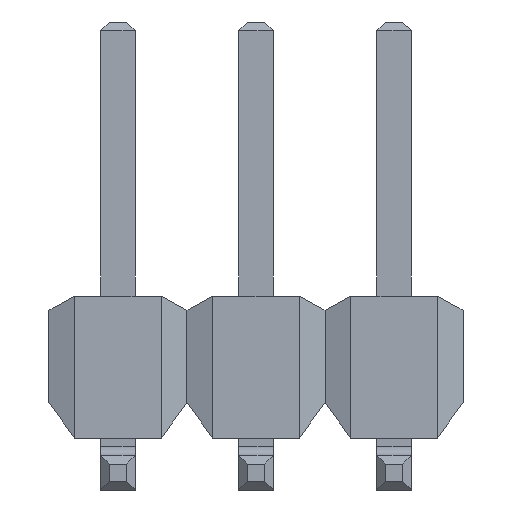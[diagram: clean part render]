
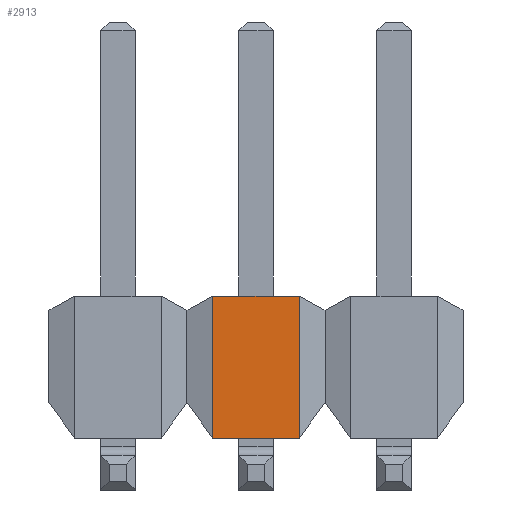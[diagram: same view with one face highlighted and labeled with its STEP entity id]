
A CAD part, front view. The second image highlights one B-rep face of the part: STEP entity #2913.
In plain terms, the highlighted planar face has unit normal (0, -1, 0).
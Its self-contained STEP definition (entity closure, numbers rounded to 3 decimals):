
#2913=ADVANCED_FACE($,(#2919),#2914,.F.);
#2914=PLANE($,#2915);
#2915=AXIS2_PLACEMENT_3D($,#2916,#2917,#2918);
#2916=CARTESIAN_POINT('Origin',(-0.794,-2.521,0.952));
#2917=DIRECTION('center_axis',(0.0,1.0,0.0));
#2918=DIRECTION('ref_axis',(0.,0.,1.));
#2919=FACE_OUTER_BOUND($,#2920,.T.);
#2920=EDGE_LOOP($,(#2921,#2931,#2941,#2951));
#2921=ORIENTED_EDGE($,*,*,#2922,.F.);
#2922=EDGE_CURVE($,#2923,#2925,#2927,.T.);
#2923=VERTEX_POINT($,#2924);
#2924=CARTESIAN_POINT('',(0.794,-2.521,0.952));
#2925=VERTEX_POINT($,#2926);
#2926=CARTESIAN_POINT('',(-0.794,-2.521,0.952));
#2927=LINE($,#2928,#2929);
#2928=CARTESIAN_POINT($,(0.794,-2.521,0.952));
#2929=VECTOR($,#2930,1.588);
#2930=DIRECTION($,(-1.0,0.0,0.0));
#2931=ORIENTED_EDGE($,*,*,#2932,.F.);
#2932=EDGE_CURVE($,#2933,#2935,#2937,.T.);
#2933=VERTEX_POINT($,#2934);
#2934=CARTESIAN_POINT('',(0.794,-2.521,3.569));
#2935=VERTEX_POINT($,#2924);
#2937=LINE($,#2938,#2939);
#2938=CARTESIAN_POINT($,(0.794,-2.521,3.569));
#2939=VECTOR($,#2940,2.616);
#2940=DIRECTION($,(0.0,0.0,-1.0));
#2941=ORIENTED_EDGE($,*,*,#2942,.F.);
#2942=EDGE_CURVE($,#2943,#2945,#2947,.T.);
#2943=VERTEX_POINT($,#2944);
#2944=CARTESIAN_POINT('',(-0.794,-2.521,3.569));
#2945=VERTEX_POINT($,#2934);
#2947=LINE($,#2948,#2949);
#2948=CARTESIAN_POINT($,(-0.794,-2.521,3.569));
#2949=VECTOR($,#2950,1.588);
#2950=DIRECTION($,(1.0,0.0,0.0));
#2951=ORIENTED_EDGE($,*,*,#2952,.F.);
#2952=EDGE_CURVE($,#2953,#2955,#2957,.T.);
#2953=VERTEX_POINT($,#2926);
#2955=VERTEX_POINT($,#2944);
#2957=LINE($,#2958,#2959);
#2958=CARTESIAN_POINT($,(-0.794,-2.521,0.952));
#2959=VECTOR($,#2960,2.616);
#2960=DIRECTION($,(0.0,0.0,1.0));
